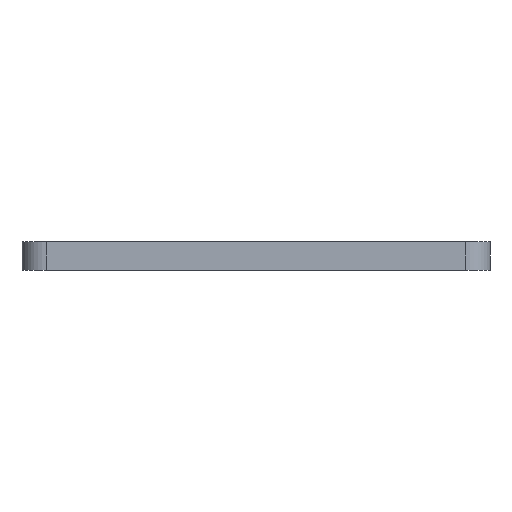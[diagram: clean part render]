
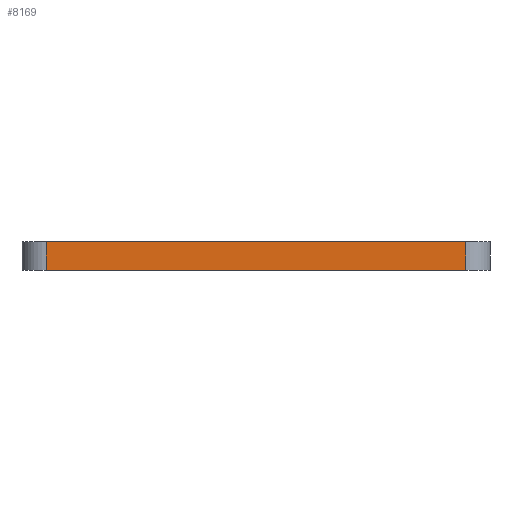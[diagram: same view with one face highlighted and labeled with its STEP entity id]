
A CAD part, front view. The second image highlights one B-rep face of the part: STEP entity #8169.
In plain terms, the highlighted planar face has unit normal (0, -1, 0).
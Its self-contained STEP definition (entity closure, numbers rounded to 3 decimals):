
#1214=FACE_OUTER_BOUND('',#1697,.T.);
#1697=EDGE_LOOP('',(#7477,#7478,#7479,#7480));
#2003=LINE('',#12834,#2725);
#2425=LINE('',#15328,#3147);
#2426=LINE('',#15331,#3148);
#2427=LINE('',#15332,#3149);
#2725=VECTOR('',#8904,10.);
#3147=VECTOR('',#9726,10.);
#3148=VECTOR('',#9729,10.);
#3149=VECTOR('',#9730,10.);
#3510=VERTEX_POINT('',#12831);
#3511=VERTEX_POINT('',#12833);
#3927=VERTEX_POINT('',#15326);
#3928=VERTEX_POINT('',#15330);
#4464=EDGE_CURVE('',#3510,#3511,#2003,.T.);
#5120=EDGE_CURVE('',#3927,#3511,#2425,.T.);
#5121=EDGE_CURVE('',#3927,#3928,#2426,.T.);
#5122=EDGE_CURVE('',#3928,#3510,#2427,.T.);
#7477=ORIENTED_EDGE('',*,*,#5121,.F.);
#7478=ORIENTED_EDGE('',*,*,#5120,.T.);
#7479=ORIENTED_EDGE('',*,*,#4464,.F.);
#7480=ORIENTED_EDGE('',*,*,#5122,.F.);
#7727=PLANE('',#8459);
#8169=ADVANCED_FACE('',(#1214),#7727,.T.);
#8459=AXIS2_PLACEMENT_3D('',#15329,#9727,#9728);
#8904=DIRECTION('',(1.,0.,0.));
#9726=DIRECTION('',(0.,0.,1.));
#9727=DIRECTION('center_axis',(0.,-1.,0.));
#9728=DIRECTION('ref_axis',(1.,0.,0.));
#9729=DIRECTION('',(-1.,0.,0.));
#9730=DIRECTION('',(0.,0.,1.));
#12831=CARTESIAN_POINT('',(-3.,-89.,12.625));
#12833=CARTESIAN_POINT('',(84.,-89.,12.625));
#12834=CARTESIAN_POINT('',(84.,-89.,12.625));
#15326=CARTESIAN_POINT('',(84.,-89.,6.625));
#15328=CARTESIAN_POINT('',(84.,-89.,6.625));
#15329=CARTESIAN_POINT('Origin',(-3.,-89.,6.625));
#15330=CARTESIAN_POINT('',(-3.,-89.,6.625));
#15331=CARTESIAN_POINT('',(84.,-89.,6.625));
#15332=CARTESIAN_POINT('',(-3.,-89.,6.625));
